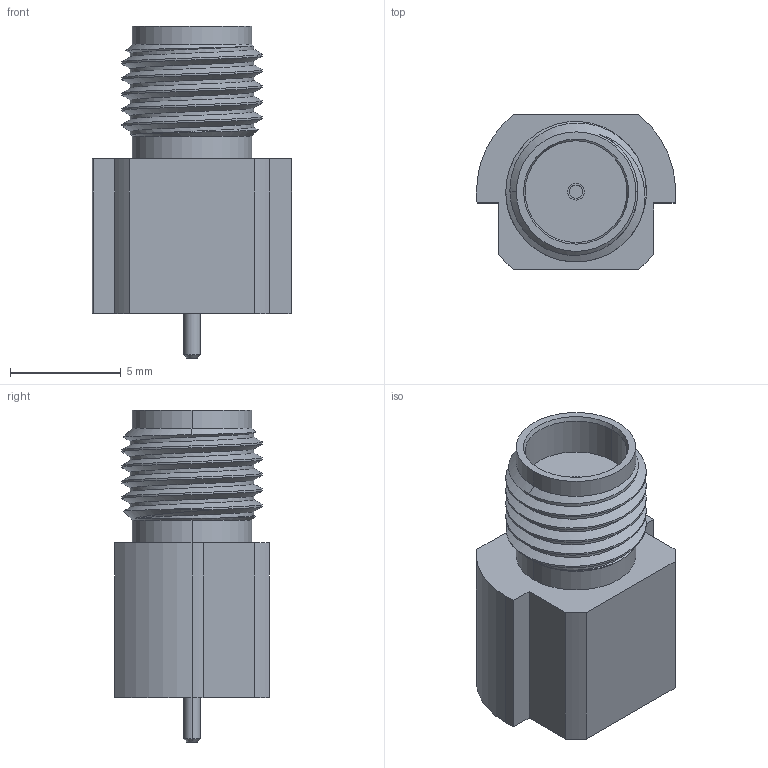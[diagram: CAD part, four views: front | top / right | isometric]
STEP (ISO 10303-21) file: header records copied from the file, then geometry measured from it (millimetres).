
FILE_DESCRIPTION (( 'STEP AP214' ), '1' );
FILE_NAME ('CONSMA024-G.STEP', '2021-04-21T11:12:44', ( '' ), ( '' ), 'SwSTEP 2.0', 'SolidWorks 2017', '' );
FILE_SCHEMA (( 'AUTOMOTIVE_DESIGN' ));
Length unit declared in the file: millimetre
Products named in the file (1): CONSMA024-G
Bounding box: 8.99 x 7 x 15 mm (x, y, z)
Volume: 495 mm3; surface area: 870.5 mm2
Topology: 3 solids, 3 shells, 57 faces, 137 edges, 88 vertices
Faces by surface type: cylinder 30, plane 14, cone 10, bspline 3
Entity records: 5100 total; most frequent: CARTESIAN_POINT 3768, ORIENTED_EDGE 274, DIRECTION 259, EDGE_CURVE 137, AXIS2_PLACEMENT_3D 101, VERTEX_POINT 88, EDGE_LOOP 63, LINE 57
